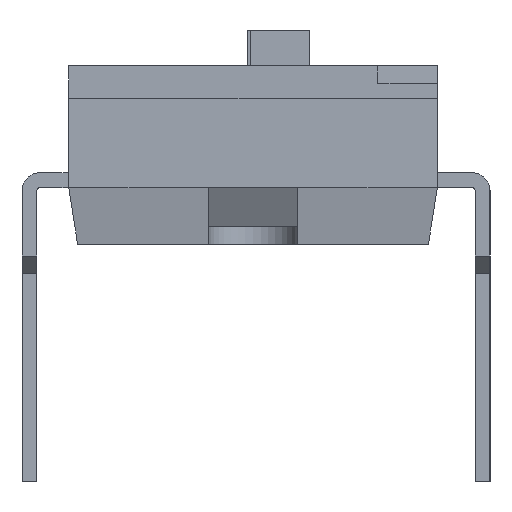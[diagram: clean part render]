
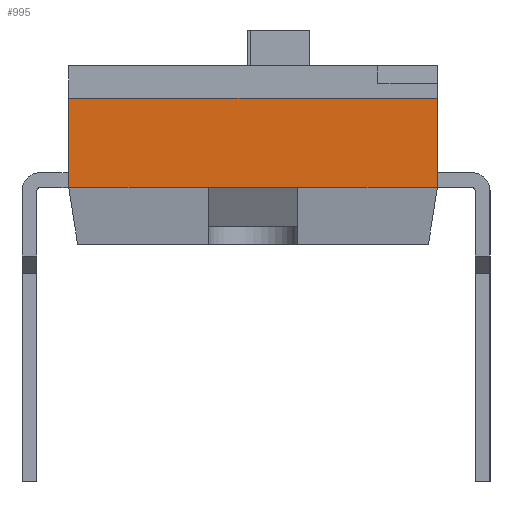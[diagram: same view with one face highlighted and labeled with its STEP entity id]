
A CAD part, left-side view. The second image highlights one B-rep face of the part: STEP entity #995.
In plain terms, the highlighted planar face has unit normal (-1, 0, 0).
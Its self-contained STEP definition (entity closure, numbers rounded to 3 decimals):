
#995 = ADVANCED_FACE( '', ( #2109 ), #2110, .F. );
#2109 = FACE_OUTER_BOUND( '', #3490, .T. );
#2110 = PLANE( '', #3491 );
#3490 = EDGE_LOOP( '', ( #5778, #5779, #5780, #5781, #5782, #5783 ) );
#3491 = AXIS2_PLACEMENT_3D( '', #5784, #5785, #5786 );
#5778 = ORIENTED_EDGE( '', *, *, #9073, .T. );
#5779 = ORIENTED_EDGE( '', *, *, #9510, .T. );
#5780 = ORIENTED_EDGE( '', *, *, #9511, .T. );
#5781 = ORIENTED_EDGE( '', *, *, #8825, .F. );
#5782 = ORIENTED_EDGE( '', *, *, #9512, .F. );
#5783 = ORIENTED_EDGE( '', *, *, #9513, .T. );
#5784 = CARTESIAN_POINT( '', ( -8.09, 3.1, 1.5 ) );
#5785 = DIRECTION( '', ( 1., 0., 0. ) );
#5786 = DIRECTION( '', ( 0., 0., -1. ) );
#8825 = EDGE_CURVE( '', #10435, #10437, #10438, .T. );
#9073 = EDGE_CURVE( '', #10874, #10871, #10875, .T. );
#9510 = EDGE_CURVE( '', #10871, #11588, #11589, .T. );
#9511 = EDGE_CURVE( '', #11588, #10437, #11590, .T. );
#9512 = EDGE_CURVE( '', #11591, #10435, #11592, .T. );
#9513 = EDGE_CURVE( '', #11591, #10874, #11593, .T. );
#10435 = VERTEX_POINT( '', #12813 );
#10437 = VERTEX_POINT( '', #12816 );
#10438 = LINE( '', #12817, #12818 );
#10871 = VERTEX_POINT( '', #13595 );
#10874 = VERTEX_POINT( '', #13599 );
#10875 = LINE( '', #13600, #13601 );
#11588 = VERTEX_POINT( '', #14791 );
#11589 = LINE( '', #14792, #14793 );
#11590 = LINE( '', #14794, #14795 );
#11591 = VERTEX_POINT( '', #14796 );
#11592 = LINE( '', #14797, #14798 );
#11593 = LINE( '', #14799, #14800 );
#12813 = CARTESIAN_POINT( '', ( -8.09, -3.1, 1.5 ) );
#12816 = CARTESIAN_POINT( '', ( -8.09, -3.1, 0. ) );
#12817 = CARTESIAN_POINT( '', ( -8.09, -3.1, 1.5 ) );
#12818 = VECTOR( '', #16889, 1000. );
#13595 = CARTESIAN_POINT( '', ( -8.09, 0.75, 0. ) );
#13599 = CARTESIAN_POINT( '', ( -8.09, 3.1, 0. ) );
#13600 = CARTESIAN_POINT( '', ( -8.09, 3.1, 0. ) );
#13601 = VECTOR( '', #17080, 1000. );
#14791 = CARTESIAN_POINT( '', ( -8.09, -0.75, 0. ) );
#14792 = CARTESIAN_POINT( '', ( -8.09, 0.75, 0. ) );
#14793 = VECTOR( '', #17455, 1000. );
#14794 = CARTESIAN_POINT( '', ( -8.09, 3.1, 0. ) );
#14795 = VECTOR( '', #17456, 1000. );
#14796 = CARTESIAN_POINT( '', ( -8.09, 3.1, 1.5 ) );
#14797 = CARTESIAN_POINT( '', ( -8.09, 3.1, 1.5 ) );
#14798 = VECTOR( '', #17457, 1000. );
#14799 = CARTESIAN_POINT( '', ( -8.09, 3.1, 1.5 ) );
#14800 = VECTOR( '', #17458, 1000. );
#16889 = DIRECTION( '', ( 0., 0., -1. ) );
#17080 = DIRECTION( '', ( 0., -1., 0. ) );
#17455 = DIRECTION( '', ( 0., -1., 0. ) );
#17456 = DIRECTION( '', ( 0., -1., 0. ) );
#17457 = DIRECTION( '', ( 0., -1., 0. ) );
#17458 = DIRECTION( '', ( 0., 0., -1. ) );
